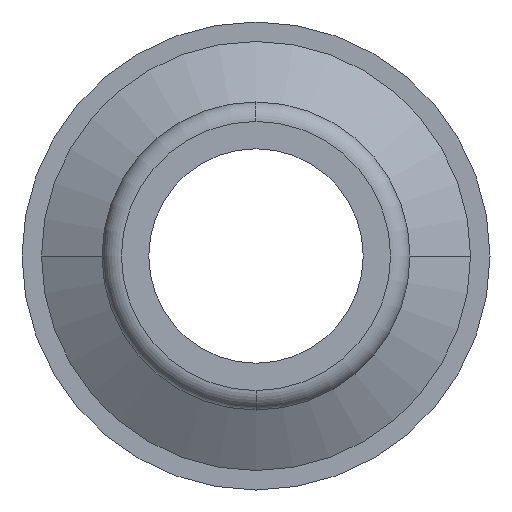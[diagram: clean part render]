
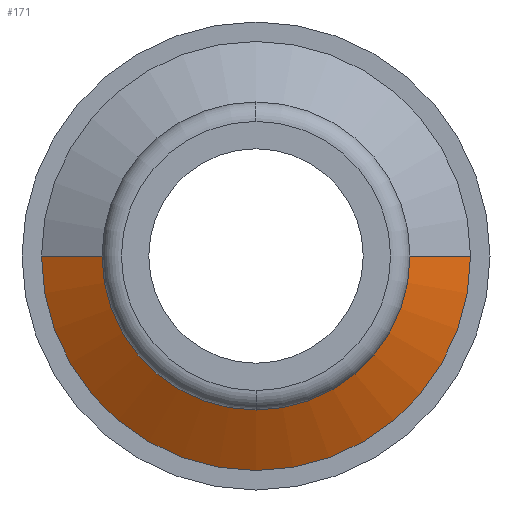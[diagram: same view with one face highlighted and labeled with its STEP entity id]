
A CAD part, front view. The second image highlights one B-rep face of the part: STEP entity #171.
In plain terms, the highlighted conical face has half-angle 60 degrees and reference radius 4.725 mm.
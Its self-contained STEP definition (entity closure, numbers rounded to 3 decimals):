
#171=ADVANCED_FACE('',(#355),#356,.T.);
#355=FACE_OUTER_BOUND('',#544,.T.);
#356=CONICAL_SURFACE('',#545,4.725,1.047);
#544=EDGE_LOOP('',(#963,#964,#965,#966));
#545=AXIS2_PLACEMENT_3D('',#967,#968,#969);
#963=ORIENTED_EDGE('',*,*,#1133,.F.);
#964=ORIENTED_EDGE('',*,*,#1183,.T.);
#965=ORIENTED_EDGE('',*,*,#1134,.F.);
#966=ORIENTED_EDGE('',*,*,#1220,.F.);
#967=CARTESIAN_POINT('',(0.0,8.447,0.0));
#968=DIRECTION('',(-0.0,1.0,-0.0));
#969=DIRECTION('',(1.0,0.0,0.0));
#1133=EDGE_CURVE('',#1369,#1330,#1370,.T.);
#1134=EDGE_CURVE('',#1334,#1371,#1372,.T.);
#1183=EDGE_CURVE('',#1369,#1371,#1439,.T.);
#1220=EDGE_CURVE('',#1330,#1334,#1479,.T.);
#1330=VERTEX_POINT('',#1601);
#1334=VERTEX_POINT('',#1606);
#1369=VERTEX_POINT('',#1650);
#1370=LINE('',#1651,#1652);
#1371=VERTEX_POINT('',#1653);
#1372=LINE('',#1654,#1655);
#1439=CIRCLE('',#1734,3.95);
#1479=CIRCLE('',#1778,5.5);
#1601=CARTESIAN_POINT('',(5.5,8.895,0.0));
#1606=CARTESIAN_POINT('',(-5.5,8.895,0.));
#1650=CARTESIAN_POINT('',(3.95,8.0,0.0));
#1651=CARTESIAN_POINT('',(4.725,8.447,0.));
#1652=VECTOR('',#1931,1.0);
#1653=CARTESIAN_POINT('',(-3.95,8.0,0.));
#1654=CARTESIAN_POINT('',(-4.725,8.447,0.));
#1655=VECTOR('',#1932,1.0);
#1734=AXIS2_PLACEMENT_3D('',#2017,#2018,#2019);
#1778=AXIS2_PLACEMENT_3D('',#2072,#2073,#2074);
#1931=DIRECTION('',(0.866,0.5,0.));
#1932=DIRECTION('',(0.866,-0.5,0.));
#2017=CARTESIAN_POINT('',(0.0,8.0,0.0));
#2018=DIRECTION('',(-0.0,1.0,0.0));
#2019=DIRECTION('',(1.0,0.0,0.0));
#2072=CARTESIAN_POINT('',(0.0,8.895,0.0));
#2073=DIRECTION('',(-0.0,1.0,0.0));
#2074=DIRECTION('',(1.0,0.0,0.0));
